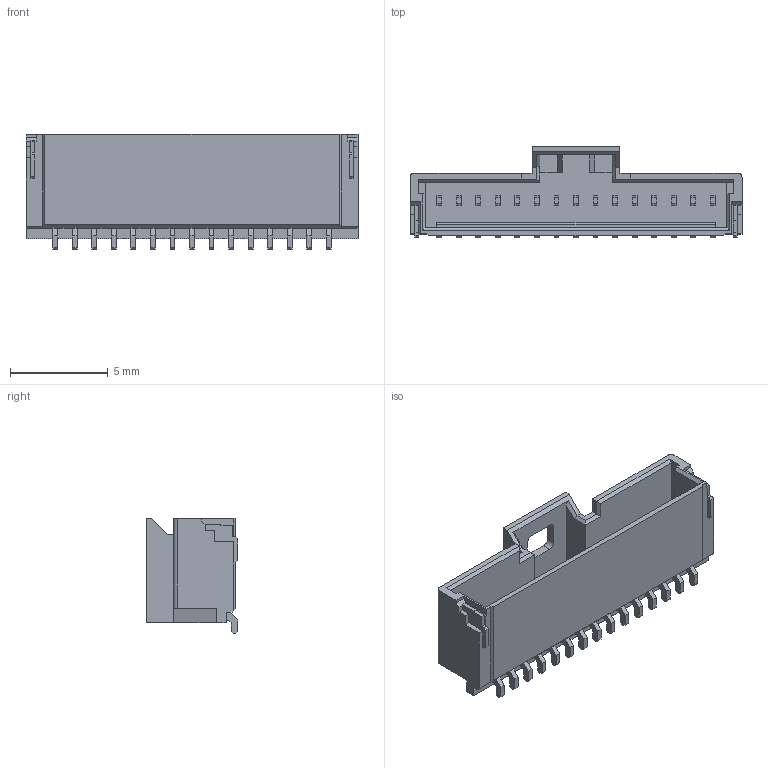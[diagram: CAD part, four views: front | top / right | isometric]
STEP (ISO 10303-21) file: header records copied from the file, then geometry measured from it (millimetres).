
FILE_DESCRIPTION( ( 'STEP AP214' ), '1' );
FILE_NAME( 'psolqas_10368_26.stp', '2020-07-09T12:14:45', ( 'License CC BY-ND 4.0' ), ( 'CADENAS' ), ' ', 'PARTsolutions', ' ' );
FILE_SCHEMA( ( 'AUTOMOTIVE_DESIGN { 1 0 10303 214 1 1 1 1 }' ) );
Length unit declared in the file: metre
Products named in the file (1): 1
Bounding box: 17 x 4.7 x 5.9 mm (x, y, z)
Volume: 155 mm3; surface area: 551.7 mm2
Topology: 1 solids, 1 shells, 379 faces, 1066 edges, 704 vertices
Faces by surface type: plane 373, cylinder 6
Entity records: 11971 total; most frequent: CARTESIAN_POINT 2150, ORIENTED_EDGE 2132, DIRECTION 1838, EDGE_CURVE 1066, LINE 1054, VECTOR 1054, VERTEX_POINT 704, EDGE_LOOP 396
